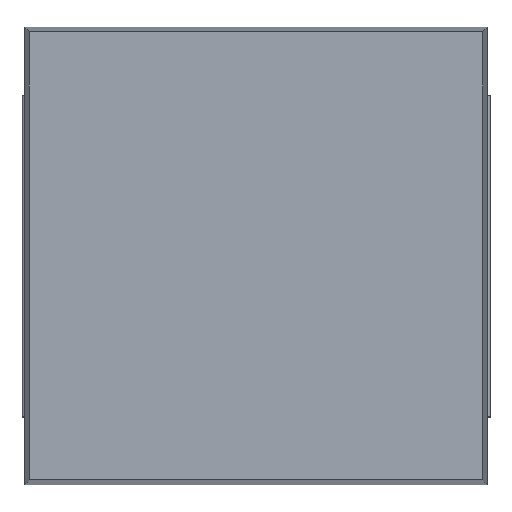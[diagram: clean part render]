
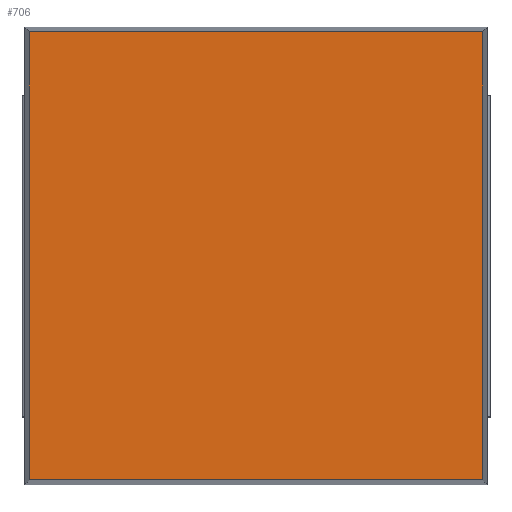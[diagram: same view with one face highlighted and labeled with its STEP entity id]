
A CAD part, top view. The second image highlights one B-rep face of the part: STEP entity #706.
In plain terms, the highlighted planar face has unit normal (0, 0, 1).
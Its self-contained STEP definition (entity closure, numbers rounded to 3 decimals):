
#145 = PLANE('',#146);
#146 = AXIS2_PLACEMENT_3D('',#147,#148,#149);
#147 = CARTESIAN_POINT('',(-8.464,-8.45,5.108));
#148 = DIRECTION('',(0.999,0.,
    -0.046));
#149 = DIRECTION('',(0.,1.,0.));
#231 = PLANE('',#232);
#232 = AXIS2_PLACEMENT_3D('',#233,#234,#235);
#233 = CARTESIAN_POINT('',(-8.55,-8.364,5.108));
#234 = DIRECTION('',(0.,0.999,
    -0.046));
#235 = DIRECTION('',(-1.,0.,0.));
#328 = VERTEX_POINT('',#329);
#329 = CARTESIAN_POINT('',(-8.378,-8.278,7.));
#352 = VERTEX_POINT('',#353);
#353 = CARTESIAN_POINT('',(-8.378,8.278,7.));
#367 = PLANE('',#368);
#368 = AXIS2_PLACEMENT_3D('',#369,#370,#371);
#369 = CARTESIAN_POINT('',(-8.55,8.364,5.108));
#370 = DIRECTION('',(0.,0.999,
    0.046));
#371 = DIRECTION('',(-1.,0.,0.));
#379 = EDGE_CURVE('',#328,#352,#380,.T.);
#380 = SURFACE_CURVE('',#381,(#385,#392),.PCURVE_S1.);
#381 = LINE('',#382,#383);
#382 = CARTESIAN_POINT('',(-8.378,-8.45,7.));
#383 = VECTOR('',#384,1.);
#384 = DIRECTION('',(0.,1.,0.));
#385 = PCURVE('',#145,#386);
#386 = DEFINITIONAL_REPRESENTATION('',(#387),#391);
#387 = LINE('',#388,#389);
#388 = CARTESIAN_POINT('',(0.,1.894));
#389 = VECTOR('',#390,1.);
#390 = DIRECTION('',(1.,0.));
#391 = ( GEOMETRIC_REPRESENTATION_CONTEXT(2) 
PARAMETRIC_REPRESENTATION_CONTEXT() REPRESENTATION_CONTEXT('2D SPACE',''
  ) );
#392 = PCURVE('',#393,#398);
#393 = PLANE('',#394);
#394 = AXIS2_PLACEMENT_3D('',#395,#396,#397);
#395 = CARTESIAN_POINT('',(-8.55,-8.45,7.));
#396 = DIRECTION('',(0.,0.,1.));
#397 = DIRECTION('',(1.,0.,0.));
#398 = DEFINITIONAL_REPRESENTATION('',(#399),#403);
#399 = LINE('',#400,#401);
#400 = CARTESIAN_POINT('',(0.173,0.));
#401 = VECTOR('',#402,1.);
#402 = DIRECTION('',(0.,1.));
#403 = ( GEOMETRIC_REPRESENTATION_CONTEXT(2) 
PARAMETRIC_REPRESENTATION_CONTEXT() REPRESENTATION_CONTEXT('2D SPACE',''
  ) );
#521 = PLANE('',#522);
#522 = AXIS2_PLACEMENT_3D('',#523,#524,#525);
#523 = CARTESIAN_POINT('',(8.464,-8.45,5.108));
#524 = DIRECTION('',(0.999,0.,
    0.046));
#525 = DIRECTION('',(0.,1.,0.));
#588 = VERTEX_POINT('',#589);
#589 = CARTESIAN_POINT('',(8.378,-8.278,7.));
#610 = EDGE_CURVE('',#328,#588,#611,.T.);
#611 = SURFACE_CURVE('',#612,(#616,#623),.PCURVE_S1.);
#612 = LINE('',#613,#614);
#613 = CARTESIAN_POINT('',(-8.55,-8.278,7.));
#614 = VECTOR('',#615,1.);
#615 = DIRECTION('',(1.,0.,0.));
#616 = PCURVE('',#231,#617);
#617 = DEFINITIONAL_REPRESENTATION('',(#618),#622);
#618 = LINE('',#619,#620);
#619 = CARTESIAN_POINT('',(-0.,1.894));
#620 = VECTOR('',#621,1.);
#621 = DIRECTION('',(-1.,0.));
#622 = ( GEOMETRIC_REPRESENTATION_CONTEXT(2) 
PARAMETRIC_REPRESENTATION_CONTEXT() REPRESENTATION_CONTEXT('2D SPACE',''
  ) );
#623 = PCURVE('',#393,#624);
#624 = DEFINITIONAL_REPRESENTATION('',(#625),#629);
#625 = LINE('',#626,#627);
#626 = CARTESIAN_POINT('',(0.,0.173));
#627 = VECTOR('',#628,1.);
#628 = DIRECTION('',(1.,0.));
#629 = ( GEOMETRIC_REPRESENTATION_CONTEXT(2) 
PARAMETRIC_REPRESENTATION_CONTEXT() REPRESENTATION_CONTEXT('2D SPACE',''
  ) );
#706 = ADVANCED_FACE('',(#707),#393,.T.);
#707 = FACE_BOUND('',#708,.T.);
#708 = EDGE_LOOP('',(#709,#710,#711,#734));
#709 = ORIENTED_EDGE('',*,*,#379,.F.);
#710 = ORIENTED_EDGE('',*,*,#610,.T.);
#711 = ORIENTED_EDGE('',*,*,#712,.T.);
#712 = EDGE_CURVE('',#588,#713,#715,.T.);
#713 = VERTEX_POINT('',#714);
#714 = CARTESIAN_POINT('',(8.378,8.278,7.));
#715 = SURFACE_CURVE('',#716,(#720,#727),.PCURVE_S1.);
#716 = LINE('',#717,#718);
#717 = CARTESIAN_POINT('',(8.378,-8.45,7.));
#718 = VECTOR('',#719,1.);
#719 = DIRECTION('',(0.,1.,0.));
#720 = PCURVE('',#393,#721);
#721 = DEFINITIONAL_REPRESENTATION('',(#722),#726);
#722 = LINE('',#723,#724);
#723 = CARTESIAN_POINT('',(16.928,0.));
#724 = VECTOR('',#725,1.);
#725 = DIRECTION('',(0.,1.));
#726 = ( GEOMETRIC_REPRESENTATION_CONTEXT(2) 
PARAMETRIC_REPRESENTATION_CONTEXT() REPRESENTATION_CONTEXT('2D SPACE',''
  ) );
#727 = PCURVE('',#521,#728);
#728 = DEFINITIONAL_REPRESENTATION('',(#729),#733);
#729 = LINE('',#730,#731);
#730 = CARTESIAN_POINT('',(0.,1.894));
#731 = VECTOR('',#732,1.);
#732 = DIRECTION('',(1.,0.));
#733 = ( GEOMETRIC_REPRESENTATION_CONTEXT(2) 
PARAMETRIC_REPRESENTATION_CONTEXT() REPRESENTATION_CONTEXT('2D SPACE',''
  ) );
#734 = ORIENTED_EDGE('',*,*,#735,.F.);
#735 = EDGE_CURVE('',#352,#713,#736,.T.);
#736 = SURFACE_CURVE('',#737,(#741,#748),.PCURVE_S1.);
#737 = LINE('',#738,#739);
#738 = CARTESIAN_POINT('',(-8.55,8.278,7.));
#739 = VECTOR('',#740,1.);
#740 = DIRECTION('',(1.,0.,0.));
#741 = PCURVE('',#393,#742);
#742 = DEFINITIONAL_REPRESENTATION('',(#743),#747);
#743 = LINE('',#744,#745);
#744 = CARTESIAN_POINT('',(0.,16.728));
#745 = VECTOR('',#746,1.);
#746 = DIRECTION('',(1.,0.));
#747 = ( GEOMETRIC_REPRESENTATION_CONTEXT(2) 
PARAMETRIC_REPRESENTATION_CONTEXT() REPRESENTATION_CONTEXT('2D SPACE',''
  ) );
#748 = PCURVE('',#367,#749);
#749 = DEFINITIONAL_REPRESENTATION('',(#750),#754);
#750 = LINE('',#751,#752);
#751 = CARTESIAN_POINT('',(-0.,1.894));
#752 = VECTOR('',#753,1.);
#753 = DIRECTION('',(-1.,0.));
#754 = ( GEOMETRIC_REPRESENTATION_CONTEXT(2) 
PARAMETRIC_REPRESENTATION_CONTEXT() REPRESENTATION_CONTEXT('2D SPACE',''
  ) );
